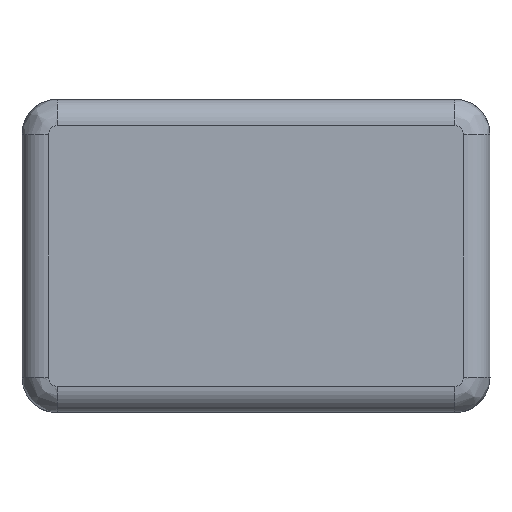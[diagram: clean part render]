
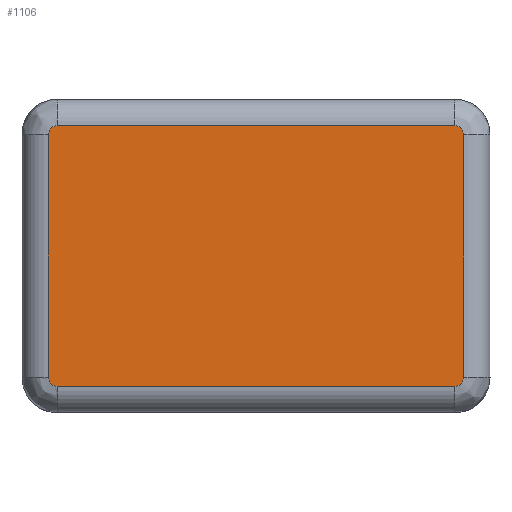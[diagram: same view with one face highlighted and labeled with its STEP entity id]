
A CAD part, left-side view. The second image highlights one B-rep face of the part: STEP entity #1106.
In plain terms, the highlighted planar face has unit normal (-1, 0, 0).
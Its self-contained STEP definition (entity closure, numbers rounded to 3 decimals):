
#80=CIRCLE('',#1212,0.01);
#81=CIRCLE('',#1213,0.01);
#82=CIRCLE('',#1214,0.01);
#83=CIRCLE('',#1215,0.01);
#284=FACE_OUTER_BOUND('',#354,.T.);
#354=EDGE_LOOP('',(#949,#950,#951,#952,#953,#954,#955,#956));
#429=LINE('',#2559,#485);
#430=LINE('',#2563,#486);
#431=LINE('',#2567,#487);
#432=LINE('',#2570,#488);
#485=VECTOR('',#1441,1000.);
#486=VECTOR('',#1444,1000.);
#487=VECTOR('',#1447,1000.);
#488=VECTOR('',#1450,1000.);
#569=VERTEX_POINT('',#2555);
#570=VERTEX_POINT('',#2556);
#571=VERTEX_POINT('',#2558);
#572=VERTEX_POINT('',#2560);
#573=VERTEX_POINT('',#2562);
#574=VERTEX_POINT('',#2564);
#575=VERTEX_POINT('',#2566);
#576=VERTEX_POINT('',#2568);
#703=EDGE_CURVE('',#569,#570,#80,.T.);
#704=EDGE_CURVE('',#570,#571,#429,.T.);
#705=EDGE_CURVE('',#571,#572,#81,.T.);
#706=EDGE_CURVE('',#572,#573,#430,.T.);
#707=EDGE_CURVE('',#573,#574,#82,.T.);
#708=EDGE_CURVE('',#574,#575,#431,.T.);
#709=EDGE_CURVE('',#575,#576,#83,.T.);
#710=EDGE_CURVE('',#576,#569,#432,.T.);
#949=ORIENTED_EDGE('',*,*,#703,.T.);
#950=ORIENTED_EDGE('',*,*,#704,.T.);
#951=ORIENTED_EDGE('',*,*,#705,.T.);
#952=ORIENTED_EDGE('',*,*,#706,.T.);
#953=ORIENTED_EDGE('',*,*,#707,.T.);
#954=ORIENTED_EDGE('',*,*,#708,.T.);
#955=ORIENTED_EDGE('',*,*,#709,.T.);
#956=ORIENTED_EDGE('',*,*,#710,.T.);
#1058=PLANE('',#1211);
#1106=ADVANCED_FACE('',(#284),#1058,.T.);
#1211=AXIS2_PLACEMENT_3D('',#2554,#1437,#1438);
#1212=AXIS2_PLACEMENT_3D('',#2557,#1439,#1440);
#1213=AXIS2_PLACEMENT_3D('',#2561,#1442,#1443);
#1214=AXIS2_PLACEMENT_3D('',#2565,#1445,#1446);
#1215=AXIS2_PLACEMENT_3D('',#2569,#1448,#1449);
#1437=DIRECTION('center_axis',(-1.,0.,0.));
#1438=DIRECTION('ref_axis',(0.,0.,-1.));
#1439=DIRECTION('center_axis',(-1.,0.,0.));
#1440=DIRECTION('ref_axis',(0.,0.,1.));
#1441=DIRECTION('',(0.,0.,1.));
#1442=DIRECTION('center_axis',(-1.,0.,0.));
#1443=DIRECTION('ref_axis',(0.,0.,1.));
#1444=DIRECTION('',(0.,1.,0.));
#1445=DIRECTION('center_axis',(-1.,0.,0.));
#1446=DIRECTION('ref_axis',(0.,0.,1.));
#1447=DIRECTION('',(0.,0.,-1.));
#1448=DIRECTION('center_axis',(-1.,0.,0.));
#1449=DIRECTION('ref_axis',(0.,0.,1.));
#1450=DIRECTION('',(0.,-1.,0.));
#2554=CARTESIAN_POINT('Origin',(-0.5,0.04,0.225));
#2555=CARTESIAN_POINT('',(-0.5,0.04,-0.235));
#2556=CARTESIAN_POINT('',(-0.5,0.03,-0.225));
#2557=CARTESIAN_POINT('Origin',(-0.5,0.04,-0.225));
#2558=CARTESIAN_POINT('',(-0.5,0.03,0.225));
#2559=CARTESIAN_POINT('',(-0.5,0.03,0.225));
#2560=CARTESIAN_POINT('',(-0.5,0.04,0.235));
#2561=CARTESIAN_POINT('Origin',(-0.5,0.04,0.225));
#2562=CARTESIAN_POINT('',(-0.5,0.315,0.235));
#2563=CARTESIAN_POINT('',(-0.5,0.04,0.235));
#2564=CARTESIAN_POINT('',(-0.5,0.325,0.225));
#2565=CARTESIAN_POINT('Origin',(-0.5,0.315,0.225));
#2566=CARTESIAN_POINT('',(-0.5,0.325,-0.225));
#2567=CARTESIAN_POINT('',(-0.5,0.325,0.225));
#2568=CARTESIAN_POINT('',(-0.5,0.315,-0.235));
#2569=CARTESIAN_POINT('Origin',(-0.5,0.315,-0.225));
#2570=CARTESIAN_POINT('',(-0.5,0.04,-0.235));
